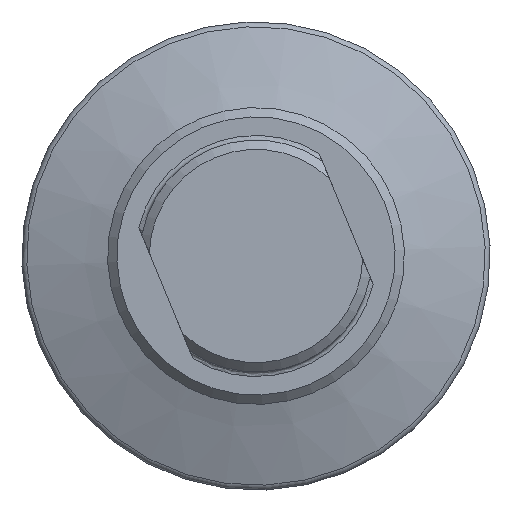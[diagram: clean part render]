
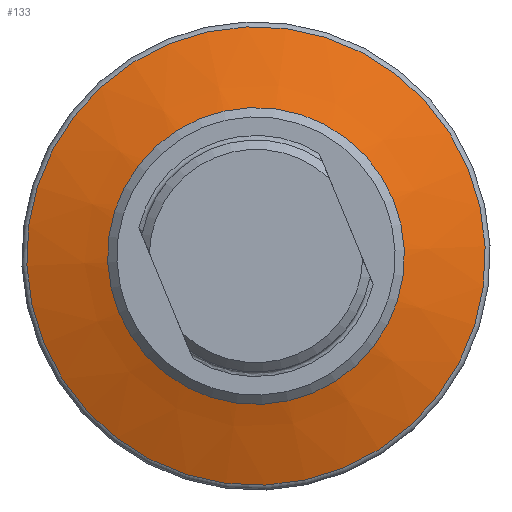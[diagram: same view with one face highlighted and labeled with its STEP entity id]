
A CAD part, front view. The second image highlights one B-rep face of the part: STEP entity #133.
In plain terms, the highlighted conical face has half-angle 70 degrees and reference radius 11 mm.
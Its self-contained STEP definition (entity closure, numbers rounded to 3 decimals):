
#133 = ADVANCED_FACE( '', ( #290, #291 ), #292, .T. );
#290 = FACE_OUTER_BOUND( '', #466, .T. );
#291 = FACE_BOUND( '', #467, .T. );
#292 = CONICAL_SURFACE( '', #468, 11., 1.222 );
#466 = EDGE_LOOP( '', ( #729 ) );
#467 = EDGE_LOOP( '', ( #730 ) );
#468 = AXIS2_PLACEMENT_3D( '', #731, #732, #733 );
#729 = ORIENTED_EDGE( '', *, *, #891, .T. );
#730 = ORIENTED_EDGE( '', *, *, #865, .T. );
#731 = CARTESIAN_POINT( '', ( 0., 9.263, 0. ) );
#732 = DIRECTION( '', ( 0., 1., 0. ) );
#733 = DIRECTION( '', ( -0.924, 0., -0.382 ) );
#865 = EDGE_CURVE( '', #996, #996, #997, .T. );
#891 = EDGE_CURVE( '', #1032, #1032, #1033, .T. );
#996 = VERTEX_POINT( '', #1200 );
#997 = CIRCLE( '', #1201, 12.316 );
#1032 = VERTEX_POINT( '', #1236 );
#1033 = CIRCLE( '', #1237, 24.724 );
#1200 = CARTESIAN_POINT( '', ( -11.383, 9.742, -4.703 ) );
#1201 = AXIS2_PLACEMENT_3D( '', #1335, #1336, #1337 );
#1236 = CARTESIAN_POINT( '', ( 22.85, 14.258, 9.441 ) );
#1237 = AXIS2_PLACEMENT_3D( '', #1371, #1372, #1373 );
#1335 = CARTESIAN_POINT( '', ( 0., 9.742, 0. ) );
#1336 = DIRECTION( '', ( 0., 1., 0. ) );
#1337 = DIRECTION( '', ( -0.924, 0., -0.382 ) );
#1371 = CARTESIAN_POINT( '', ( 0., 14.258, 0. ) );
#1372 = DIRECTION( '', ( 0., -1., 0. ) );
#1373 = DIRECTION( '', ( 0.924, 0., 0.382 ) );
